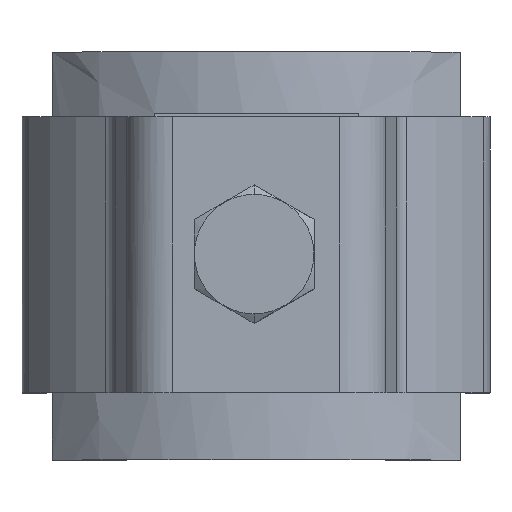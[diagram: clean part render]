
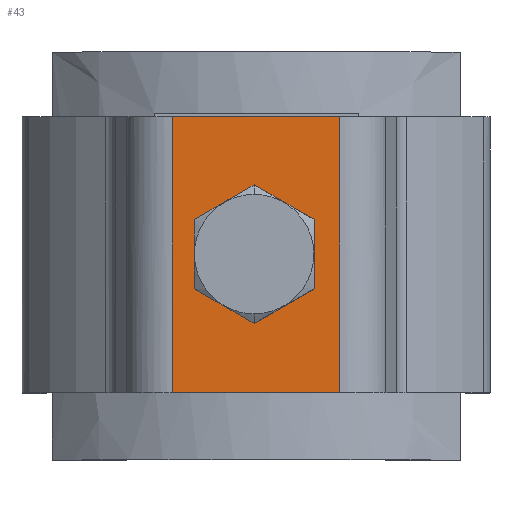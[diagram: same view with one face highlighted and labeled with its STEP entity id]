
A CAD part, top view. The second image highlights one B-rep face of the part: STEP entity #43.
In plain terms, the highlighted planar face has unit normal (0, 0, 1).
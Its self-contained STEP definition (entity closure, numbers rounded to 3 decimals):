
#43=ADVANCED_FACE('',(#143,#122),#1564,.T.);
#122=FACE_BOUND('',#241,.T.);
#143=FACE_OUTER_BOUND('',#240,.T.);
#240=EDGE_LOOP('',(#396,#397,#398,#399));
#241=EDGE_LOOP('',(#400,#401));
#396=ORIENTED_EDGE('',*,*,#873,.F.);
#397=ORIENTED_EDGE('',*,*,#875,.F.);
#398=ORIENTED_EDGE('',*,*,#872,.F.);
#399=ORIENTED_EDGE('',*,*,#874,.F.);
#400=ORIENTED_EDGE('',*,*,#871,.T.);
#401=ORIENTED_EDGE('',*,*,#868,.F.);
#868=EDGE_CURVE('',#1369,#1368,#1104,.T.);
#871=EDGE_CURVE('',#1369,#1368,#1107,.T.);
#872=EDGE_CURVE('',#1371,#1370,#1108,.T.);
#873=EDGE_CURVE('',#1372,#1373,#1109,.T.);
#874=EDGE_CURVE('',#1373,#1371,#1229,.T.);
#875=EDGE_CURVE('',#1370,#1372,#1230,.T.);
#1104=(
BOUNDED_CURVE()
B_SPLINE_CURVE(2,(#2817,#2818,#2819,#2820,#2821),.UNSPECIFIED.,.F.,.F.)
B_SPLINE_CURVE_WITH_KNOTS((3,2,3),(0.,6.283,12.566),
 .UNSPECIFIED.)
CURVE()
GEOMETRIC_REPRESENTATION_ITEM()
RATIONAL_B_SPLINE_CURVE((1.,0.707,1.,0.707,1.))
REPRESENTATION_ITEM('')
);
#1107=(
BOUNDED_CURVE()
B_SPLINE_CURVE(2,(#2829,#2830,#2831,#2832,#2833),.UNSPECIFIED.,.F.,.F.)
B_SPLINE_CURVE_WITH_KNOTS((3,2,3),(-12.566,-6.283,
0.),.UNSPECIFIED.)
CURVE()
GEOMETRIC_REPRESENTATION_ITEM()
RATIONAL_B_SPLINE_CURVE((1.,0.707,1.,0.707,1.))
REPRESENTATION_ITEM('')
);
#1108=(
BOUNDED_CURVE()
B_SPLINE_CURVE(1,(#2834,#2835),.UNSPECIFIED.,.F.,.F.)
B_SPLINE_CURVE_WITH_KNOTS((2,2),(-23.,0.),.UNSPECIFIED.)
CURVE()
GEOMETRIC_REPRESENTATION_ITEM()
RATIONAL_B_SPLINE_CURVE((1.,1.))
REPRESENTATION_ITEM('')
);
#1109=(
BOUNDED_CURVE()
B_SPLINE_CURVE(1,(#2836,#2837),.UNSPECIFIED.,.F.,.F.)
B_SPLINE_CURVE_WITH_KNOTS((2,2),(0.,23.),.UNSPECIFIED.)
CURVE()
GEOMETRIC_REPRESENTATION_ITEM()
RATIONAL_B_SPLINE_CURVE((1.,1.))
REPRESENTATION_ITEM('')
);
#1229=B_SPLINE_CURVE_WITH_KNOTS('',1,(#2838,#2839),.UNSPECIFIED.,.F.,.F.,
(2,2),(-13.931,0.),.UNSPECIFIED.);
#1230=B_SPLINE_CURVE_WITH_KNOTS('',1,(#2840,#2841),.UNSPECIFIED.,.F.,.F.,
(2,2),(0.,13.931),.UNSPECIFIED.);
#1368=VERTEX_POINT('',#2680);
#1369=VERTEX_POINT('',#2681);
#1370=VERTEX_POINT('',#2682);
#1371=VERTEX_POINT('',#2683);
#1372=VERTEX_POINT('',#2684);
#1373=VERTEX_POINT('',#2685);
#1564=PLANE('',#1660);
#1660=AXIS2_PLACEMENT_3D('',#2246,#1721,$);
#1721=DIRECTION('',(0.,0.,1.));
#2246=CARTESIAN_POINT('',(-8.203,-8.822,-19.56));
#2680=CARTESIAN_POINT('',(4.,4.979,-19.56));
#2681=CARTESIAN_POINT('',(-4.,4.979,-19.56));
#2682=CARTESIAN_POINT('',(-6.809,16.479,-19.56));
#2683=CARTESIAN_POINT('',(-6.809,-6.521,-19.56));
#2684=CARTESIAN_POINT('',(7.122,16.479,-19.56));
#2685=CARTESIAN_POINT('',(7.122,-6.521,-19.56));
#2817=CARTESIAN_POINT('',(-4.,4.979,-19.56));
#2818=CARTESIAN_POINT('',(-4.,0.979,-19.56));
#2819=CARTESIAN_POINT('',(0.,0.979,-19.56));
#2820=CARTESIAN_POINT('',(4.,0.979,-19.56));
#2821=CARTESIAN_POINT('',(4.,4.979,-19.56));
#2829=CARTESIAN_POINT('',(-4.,4.979,-19.56));
#2830=CARTESIAN_POINT('',(-4.,8.979,-19.56));
#2831=CARTESIAN_POINT('',(0.,8.979,-19.56));
#2832=CARTESIAN_POINT('',(4.,8.979,-19.56));
#2833=CARTESIAN_POINT('',(4.,4.979,-19.56));
#2834=CARTESIAN_POINT('',(-6.809,-6.521,-19.56));
#2835=CARTESIAN_POINT('',(-6.809,16.479,-19.56));
#2836=CARTESIAN_POINT('',(7.122,16.479,-19.56));
#2837=CARTESIAN_POINT('',(7.122,-6.521,-19.56));
#2838=CARTESIAN_POINT('',(7.122,-6.521,-19.56));
#2839=CARTESIAN_POINT('',(-6.809,-6.521,-19.56));
#2840=CARTESIAN_POINT('',(-6.809,16.479,-19.56));
#2841=CARTESIAN_POINT('',(7.122,16.479,-19.56));
